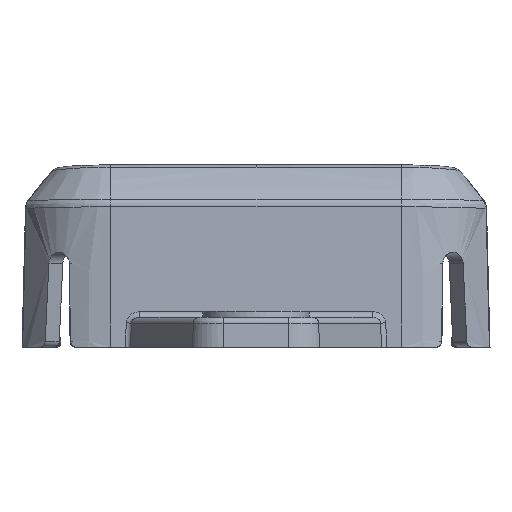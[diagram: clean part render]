
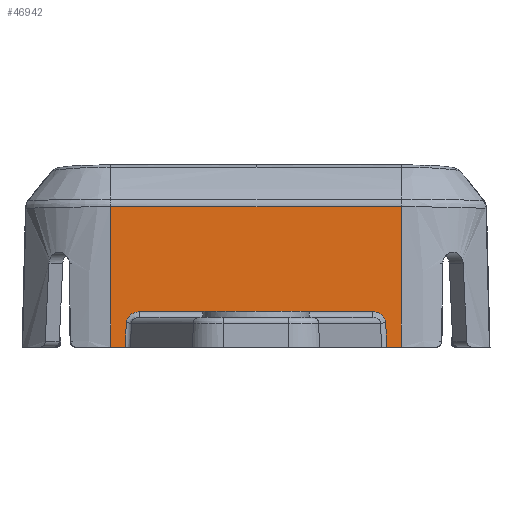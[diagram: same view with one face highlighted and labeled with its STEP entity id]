
A CAD part, front view. The second image highlights one B-rep face of the part: STEP entity #46942.
In plain terms, the highlighted planar face has unit normal (0, -0.999, 0.035).
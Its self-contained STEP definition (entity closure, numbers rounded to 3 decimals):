
#433 = CARTESIAN_POINT ( 'NONE',  ( -57.326, -28.615, 2.983 ) ) ;
#826 = FACE_OUTER_BOUND ( 'NONE', #43190, .T. ) ;
#981 = CARTESIAN_POINT ( 'NONE',  ( -80.022, -28.305, 11.839 ) ) ;
#1448 = CARTESIAN_POINT ( 'NONE',  ( -78.68, -28.628, 2.596 ) ) ;
#1576 = VECTOR ( 'NONE', #35027, 1000. ) ;
#2516 =( BOUNDED_CURVE ( )  B_SPLINE_CURVE ( 3, ( #5024, #1448, #31021, #41673 ),
 .UNSPECIFIED., .F., .F. ) 
 B_SPLINE_CURVE_WITH_KNOTS ( ( 4, 4 ),
 ( 6.266, 7.784 ),
 .UNSPECIFIED. ) 
 CURVE ( )  GEOMETRIC_REPRESENTATION_ITEM ( )  RATIONAL_B_SPLINE_CURVE ( ( 1., 0.817, 0.817, 1. ) ) 
 REPRESENTATION_ITEM ( '' )  );
#2585 = VERTEX_POINT ( 'NONE', #7373 ) ;
#2736 = LINE ( 'NONE', #13007, #1576 ) ;
#2844 = VECTOR ( 'NONE', #21109, 1000. ) ;
#3059 = CARTESIAN_POINT ( 'NONE',  ( -57.975, -28.615, 2.983 ) ) ;
#3068 = CARTESIAN_POINT ( 'NONE',  ( -61.647, -28.305, 11.839 ) ) ;
#3183 = VERTEX_POINT ( 'NONE', #981 ) ;
#3357 = EDGE_CURVE ( 'NONE', #22819, #19519, #45250, .T. ) ;
#3605 = VERTEX_POINT ( 'NONE', #34070 ) ;
#3691 = CARTESIAN_POINT ( 'NONE',  ( -56.841, -28.648, 2.035 ) ) ;
#3999 = VECTOR ( 'NONE', #21668, 1000. ) ;
#5024 = CARTESIAN_POINT ( 'NONE',  ( -78.703, -28.648, 2.035 ) ) ;
#5188 = LINE ( 'NONE', #17715, #2844 ) ;
#6064 = CARTESIAN_POINT ( 'NONE',  ( -47.623, -28.719, 0. ) ) ;
#7111 = DIRECTION ( 'NONE',  ( -1., 0., 0. ) ) ;
#7196 = ORIENTED_EDGE ( 'NONE', *, *, #3357, .T. ) ;
#7373 = CARTESIAN_POINT ( 'NONE',  ( -55.522, -28.305, 11.839 ) ) ;
#7729 = CARTESIAN_POINT ( 'NONE',  ( -56.864, -28.628, 2.596 ) ) ;
#8318 = ORIENTED_EDGE ( 'NONE', *, *, #16171, .F. ) ;
#8595 = LINE ( 'NONE', #14086, #42684 ) ;
#8874 = EDGE_CURVE ( 'NONE', #10235, #3605, #2516, .T. ) ;
#8969 = VECTOR ( 'NONE', #42760, 1000. ) ;
#9068 = CARTESIAN_POINT ( 'NONE',  ( -80.022, -28.512, 5.919 ) ) ;
#9441 = DIRECTION ( 'NONE',  ( 0.04, 0.035, 0.999 ) ) ;
#10235 = VERTEX_POINT ( 'NONE', #13365 ) ;
#10635 = PLANE ( 'NONE',  #43446 ) ;
#10744 = LINE ( 'NONE', #9068, #21577 ) ;
#11147 = CARTESIAN_POINT ( 'NONE',  ( -55.522, -28.719, 0. ) ) ;
#11757 = LINE ( 'NONE', #3068, #8969 ) ;
#12547 = DIRECTION ( 'NONE',  ( 0., -0.035, -0.999 ) ) ;
#12944 = ORIENTED_EDGE ( 'NONE', *, *, #38646, .T. ) ;
#13007 = CARTESIAN_POINT ( 'NONE',  ( -56.759, -28.718, 0.012 ) ) ;
#13365 = CARTESIAN_POINT ( 'NONE',  ( -78.703, -28.648, 2.035 ) ) ;
#14086 = CARTESIAN_POINT ( 'NONE',  ( -47.623, -28.719, 0. ) ) ;
#14981 = VECTOR ( 'NONE', #31592, 1000. ) ;
#16171 = EDGE_CURVE ( 'NONE', #3183, #2585, #11757, .T. ) ;
#16367 = CARTESIAN_POINT ( 'NONE',  ( -78.785, -28.719, 0. ) ) ;
#16715 = CARTESIAN_POINT ( 'NONE',  ( -56.759, -28.719, 0. ) ) ;
#17715 = CARTESIAN_POINT ( 'NONE',  ( -55.522, -28.512, 5.919 ) ) ;
#18651 = LINE ( 'NONE', #27763, #39749 ) ;
#19519 = VERTEX_POINT ( 'NONE', #43417 ) ;
#19880 = CARTESIAN_POINT ( 'NONE',  ( -80.022, -28.719, 0. ) ) ;
#21017 = VERTEX_POINT ( 'NONE', #16715 ) ;
#21109 = DIRECTION ( 'NONE',  ( 0., 0.035, 0.999 ) ) ;
#21577 = VECTOR ( 'NONE', #12547, 1000. ) ;
#21621 = CARTESIAN_POINT ( 'NONE',  ( -55.522, -28.701, 0.5 ) ) ;
#21668 = DIRECTION ( 'NONE',  ( 1., 0., 0. ) ) ;
#22819 = VERTEX_POINT ( 'NONE', #3059 ) ;
#23252 = ORIENTED_EDGE ( 'NONE', *, *, #31527, .T. ) ;
#25856 = ORIENTED_EDGE ( 'NONE', *, *, #8874, .T. ) ;
#26340 = LINE ( 'NONE', #32190, #3999 ) ;
#26448 = ORIENTED_EDGE ( 'NONE', *, *, #27839, .F. ) ;
#27216 = ORIENTED_EDGE ( 'NONE', *, *, #43623, .F. ) ;
#27763 = CARTESIAN_POINT ( 'NONE',  ( -78.703, -28.648, 2.038 ) ) ;
#27839 = EDGE_CURVE ( 'NONE', #41982, #38030, #8595, .T. ) ;
#28664 = DIRECTION ( 'NONE',  ( 0., -0.999, 0.035 ) ) ;
#29181 = ORIENTED_EDGE ( 'NONE', *, *, #47296, .T. ) ;
#29407 = CARTESIAN_POINT ( 'NONE',  ( -57.975, -28.615, 2.983 ) ) ;
#31021 = CARTESIAN_POINT ( 'NONE',  ( -78.218, -28.615, 2.983 ) ) ;
#31527 = EDGE_CURVE ( 'NONE', #3605, #22819, #26340, .T. ) ;
#31592 = DIRECTION ( 'NONE',  ( -1., 0., 0. ) ) ;
#32190 = CARTESIAN_POINT ( 'NONE',  ( -57.696, -28.615, 2.983 ) ) ;
#33085 = EDGE_CURVE ( 'NONE', #42643, #2585, #5188, .T. ) ;
#34070 = CARTESIAN_POINT ( 'NONE',  ( -77.569, -28.615, 2.983 ) ) ;
#35027 = DIRECTION ( 'NONE',  ( 0.04, -0.035, -0.999 ) ) ;
#38030 = VERTEX_POINT ( 'NONE', #19880 ) ;
#38646 = EDGE_CURVE ( 'NONE', #3183, #38030, #10744, .T. ) ;
#39458 = DIRECTION ( 'NONE',  ( -1., 0., 0. ) ) ;
#39749 = VECTOR ( 'NONE', #9441, 1000. ) ;
#40911 = EDGE_CURVE ( 'NONE', #19519, #21017, #2736, .T. ) ;
#41673 = CARTESIAN_POINT ( 'NONE',  ( -77.569, -28.615, 2.983 ) ) ;
#41982 = VERTEX_POINT ( 'NONE', #16367 ) ;
#42643 = VERTEX_POINT ( 'NONE', #11147 ) ;
#42684 = VECTOR ( 'NONE', #39458, 1000. ) ;
#42760 = DIRECTION ( 'NONE',  ( 1., 0., 0. ) ) ;
#42867 = ORIENTED_EDGE ( 'NONE', *, *, #33085, .T. ) ;
#43190 = EDGE_LOOP ( 'NONE', ( #26448, #29181, #25856, #23252, #7196, #45890, #27216, #42867, #8318, #12944 ) ) ;
#43417 = CARTESIAN_POINT ( 'NONE',  ( -56.841, -28.648, 2.035 ) ) ;
#43446 = AXIS2_PLACEMENT_3D ( 'NONE', #21621, #28664, #7111 ) ;
#43623 = EDGE_CURVE ( 'NONE', #42643, #21017, #45759, .T. ) ;
#45250 =( BOUNDED_CURVE ( )  B_SPLINE_CURVE ( 3, ( #29407, #433, #7729, #3691 ),
 .UNSPECIFIED., .F., .F. ) 
 B_SPLINE_CURVE_WITH_KNOTS ( ( 4, 4 ),
 ( 1.641, 3.159 ),
 .UNSPECIFIED. ) 
 CURVE ( )  GEOMETRIC_REPRESENTATION_ITEM ( )  RATIONAL_B_SPLINE_CURVE ( ( 1., 0.817, 0.817, 1. ) ) 
 REPRESENTATION_ITEM ( '' )  );
#45759 = LINE ( 'NONE', #6064, #14981 ) ;
#45890 = ORIENTED_EDGE ( 'NONE', *, *, #40911, .T. ) ;
#46942 = ADVANCED_FACE ( 'NONE', ( #826 ), #10635, .T. ) ;
#47296 = EDGE_CURVE ( 'NONE', #41982, #10235, #18651, .T. ) ;
